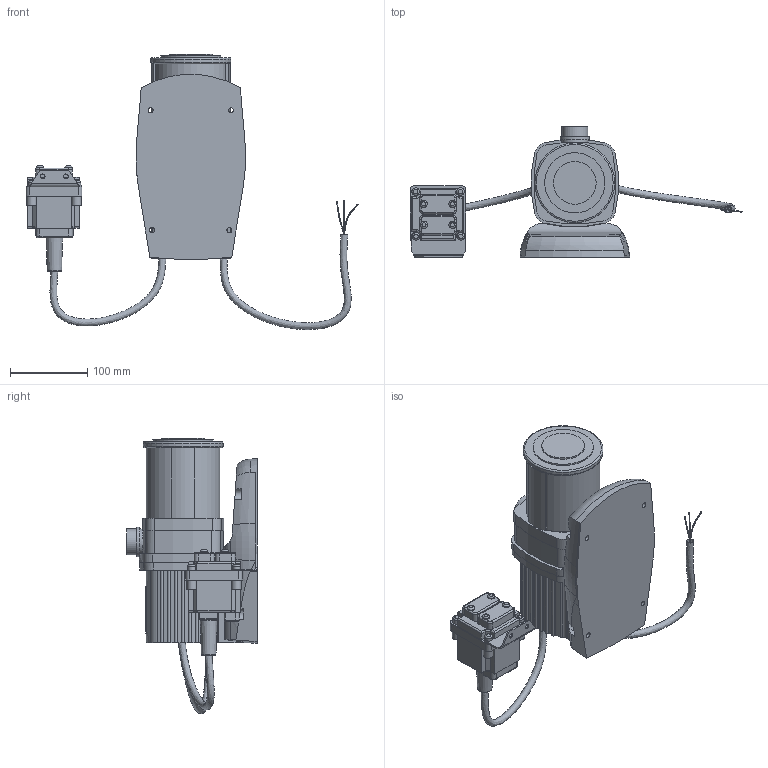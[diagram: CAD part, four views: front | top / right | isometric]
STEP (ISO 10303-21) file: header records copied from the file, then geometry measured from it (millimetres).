
FILE_DESCRIPTION(/* description */ (''),/* implementation_level */ '2;1');
FILE_NAME(/* name */ '50309_Varionaut 1_mit logo_überprüft.stp',/* time_stamp */ '2014-09-12T11:42:39+02:00',/* author */ ('guzb562'),/* organization */ (''),/* preprocessor_version */ 'ST-DEVELOPER v15.2',/* originating_system */ 'Autodesk Inventor 2014',/* authorisation */ '');
FILE_SCHEMA (('AUTOMOTIVE_DESIGN { 1 0 10303 214 3 1 1 }'));
Length unit declared in the file: millimetre
Products named in the file (7): Varionaut 90 filter_ohne löcher; varionaut 90 körper_neu; Varionaut 90 Pumpenfuss; Box_DMX; 50136_Varionaut 90.Kabelbaum1; 50309_Varionaut 1
Bounding box: 429.61 x 169.07 x 356.06 mm (x, y, z)
Volume: 2916783.5 mm3; surface area: 394190.1 mm2
Topology: 4 solids, 10 shells, 710 faces, 1894 edges, 1224 vertices
Faces by surface type: plane 340, cylinder 220, bspline 112, torus 27, cone 7, sphere 4
Full cylindrical faces by diameter (mm): 5.5 x4, 6 x2, 6.5 x4, 6.6 x4, 9 x2, 9.213 x4, 9.761 x4, 29.869 x2, 33.7 x1, 38.08 x1, 43.991 x1, 48.3 x1, 53.802 x1, 55.438 x1, 78.004 x1, 87.035 x1, 87.902 x1, 93.356 x1, 95.254 x1, 103.366 x1
Entity records: 25609 total; most frequent: CARTESIAN_POINT 8274, ORIENTED_EDGE 3640, DIRECTION 3342, EDGE_CURVE 1825, VERTEX_POINT 1207, AXIS2_PLACEMENT_3D 1200, LINE 942, VECTOR 942
